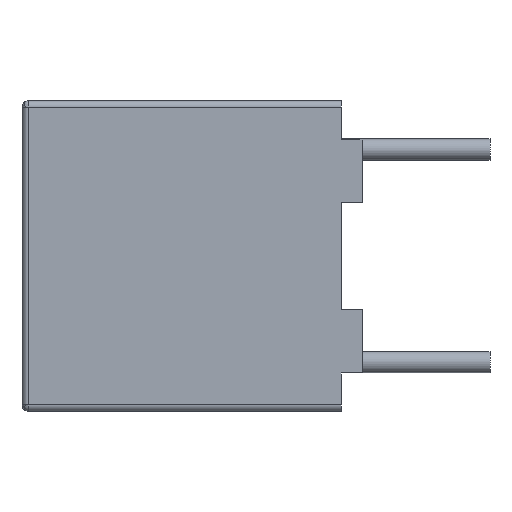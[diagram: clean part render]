
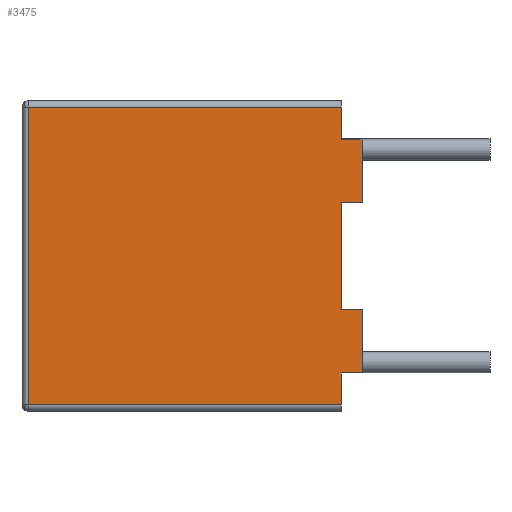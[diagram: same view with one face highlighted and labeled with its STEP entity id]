
A CAD part, left-side view. The second image highlights one B-rep face of the part: STEP entity #3475.
In plain terms, the highlighted planar face has unit normal (-1, 0, 0).
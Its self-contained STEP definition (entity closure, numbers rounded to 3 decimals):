
#2 = CARTESIAN_POINT ( 'NONE',  ( -1.75, 0., -2.75 ) ) ;
#41 = DIRECTION ( 'NONE',  ( 0., -1., 0. ) ) ;
#189 = DIRECTION ( 'NONE',  ( 0., 0., 1. ) ) ;
#347 = LINE ( 'NONE', #2, #438 ) ;
#438 = VECTOR ( 'NONE', #6933, 1000. ) ;
#517 = EDGE_LOOP ( 'NONE', ( #1670, #6224, #5545, #7558, #4006, #3759, #2792, #4120, #1686, #6808, #5893, #6911 ) ) ;
#528 = EDGE_CURVE ( 'NONE', #2508, #1160, #6161, .T. ) ;
#633 = CARTESIAN_POINT ( 'NONE',  ( -1.75, 0., 1.25 ) ) ;
#639 = EDGE_CURVE ( 'NONE', #5036, #6341, #5054, .T. ) ;
#921 = CARTESIAN_POINT ( 'NONE',  ( -1.75, 0., -1.25 ) ) ;
#1035 = EDGE_CURVE ( 'NONE', #4084, #2603, #5861, .T. ) ;
#1160 = VERTEX_POINT ( 'NONE', #2504 ) ;
#1208 = CARTESIAN_POINT ( 'NONE',  ( -1.75, 0., 3.5 ) ) ;
#1376 = EDGE_CURVE ( 'NONE', #3447, #1160, #2225, .T. ) ;
#1465 = DIRECTION ( 'NONE',  ( 0., 1., 0. ) ) ;
#1670 = ORIENTED_EDGE ( 'NONE', *, *, #4567, .T. ) ;
#1686 = ORIENTED_EDGE ( 'NONE', *, *, #5957, .T. ) ;
#1775 = VECTOR ( 'NONE', #5390, 1000. ) ;
#1790 = VERTEX_POINT ( 'NONE', #6433 ) ;
#1814 = VERTEX_POINT ( 'NONE', #2860 ) ;
#1894 = CARTESIAN_POINT ( 'NONE',  ( -1.75, 0., -3.65 ) ) ;
#1960 = VECTOR ( 'NONE', #3172, 1000. ) ;
#1984 = DIRECTION ( 'NONE',  ( 0., 1., 0. ) ) ;
#1998 = DIRECTION ( 'NONE',  ( 0., 0., -1. ) ) ;
#2196 = LINE ( 'NONE', #6000, #6761 ) ;
#2225 = LINE ( 'NONE', #6895, #6795 ) ;
#2368 = CARTESIAN_POINT ( 'NONE',  ( -1.75, 0., 2.75 ) ) ;
#2493 = LINE ( 'NONE', #3720, #4632 ) ;
#2504 = CARTESIAN_POINT ( 'NONE',  ( -1.75, 0., -3.5 ) ) ;
#2508 = VERTEX_POINT ( 'NONE', #4448 ) ;
#2522 = CARTESIAN_POINT ( 'NONE',  ( -1.75, 0., 2.75 ) ) ;
#2550 = CARTESIAN_POINT ( 'NONE',  ( -1.75, 0., 1.25 ) ) ;
#2588 = VECTOR ( 'NONE', #5296, 1000. ) ;
#2603 = VERTEX_POINT ( 'NONE', #4053 ) ;
#2615 = VECTOR ( 'NONE', #4103, 1000. ) ;
#2642 = AXIS2_PLACEMENT_3D ( 'NONE', #3134, #5505, #189 ) ;
#2674 = LINE ( 'NONE', #3228, #3231 ) ;
#2748 = VECTOR ( 'NONE', #1984, 1000. ) ;
#2792 = ORIENTED_EDGE ( 'NONE', *, *, #3653, .T. ) ;
#2860 = CARTESIAN_POINT ( 'NONE',  ( -1.75, -0.5, 2.75 ) ) ;
#3134 = CARTESIAN_POINT ( 'NONE',  ( -1.75, 0., -3.65 ) ) ;
#3172 = DIRECTION ( 'NONE',  ( 0., -1., 0. ) ) ;
#3228 = CARTESIAN_POINT ( 'NONE',  ( -1.75, 0., -1.25 ) ) ;
#3231 = VECTOR ( 'NONE', #1465, 1000. ) ;
#3269 = EDGE_CURVE ( 'NONE', #2603, #1814, #6205, .T. ) ;
#3301 = VECTOR ( 'NONE', #4837, 1000. ) ;
#3447 = VERTEX_POINT ( 'NONE', #6650 ) ;
#3475 = ADVANCED_FACE ( 'NONE', ( #4815 ), #3694, .T. ) ;
#3555 = CARTESIAN_POINT ( 'NONE',  ( -1.75, 0., 0. ) ) ;
#3608 = DIRECTION ( 'NONE',  ( 0., 0., 1. ) ) ;
#3653 = EDGE_CURVE ( 'NONE', #2508, #5009, #347, .T. ) ;
#3694 = PLANE ( 'NONE',  #2642 ) ;
#3720 = CARTESIAN_POINT ( 'NONE',  ( -1.75, 7.35, -3.65 ) ) ;
#3759 = ORIENTED_EDGE ( 'NONE', *, *, #528, .F. ) ;
#3874 = CARTESIAN_POINT ( 'NONE',  ( -1.75, 7.35, 3.5 ) ) ;
#4006 = ORIENTED_EDGE ( 'NONE', *, *, #1376, .T. ) ;
#4010 = EDGE_CURVE ( 'NONE', #5036, #5204, #2196, .T. ) ;
#4053 = CARTESIAN_POINT ( 'NONE',  ( -1.75, -0.5, 1.25 ) ) ;
#4084 = VERTEX_POINT ( 'NONE', #2550 ) ;
#4103 = DIRECTION ( 'NONE',  ( 0., 0., -1. ) ) ;
#4120 = ORIENTED_EDGE ( 'NONE', *, *, #7215, .T. ) ;
#4168 = CARTESIAN_POINT ( 'NONE',  ( -1.75, -0.5, -3.65 ) ) ;
#4448 = CARTESIAN_POINT ( 'NONE',  ( -1.75, 0., -2.75 ) ) ;
#4567 = EDGE_CURVE ( 'NONE', #1814, #6341, #7683, .T. ) ;
#4632 = VECTOR ( 'NONE', #1998, 1000. ) ;
#4720 = CARTESIAN_POINT ( 'NONE',  ( -1.75, 0., 0. ) ) ;
#4770 = VECTOR ( 'NONE', #3608, 1000. ) ;
#4815 = FACE_OUTER_BOUND ( 'NONE', #517, .T. ) ;
#4837 = DIRECTION ( 'NONE',  ( 0., 0., 1. ) ) ;
#4865 = CARTESIAN_POINT ( 'NONE',  ( -1.75, -0.5, -3.65 ) ) ;
#4910 = DIRECTION ( 'NONE',  ( 0., 1., 0. ) ) ;
#5009 = VERTEX_POINT ( 'NONE', #5455 ) ;
#5036 = VERTEX_POINT ( 'NONE', #1208 ) ;
#5054 = LINE ( 'NONE', #3555, #1775 ) ;
#5204 = VERTEX_POINT ( 'NONE', #3874 ) ;
#5296 = DIRECTION ( 'NONE',  ( 0., 0., 1. ) ) ;
#5390 = DIRECTION ( 'NONE',  ( 0., 0., -1. ) ) ;
#5455 = CARTESIAN_POINT ( 'NONE',  ( -1.75, -0.5, -2.75 ) ) ;
#5505 = DIRECTION ( 'NONE',  ( -1., 0., 0. ) ) ;
#5545 = ORIENTED_EDGE ( 'NONE', *, *, #4010, .T. ) ;
#5861 = LINE ( 'NONE', #633, #1960 ) ;
#5893 = ORIENTED_EDGE ( 'NONE', *, *, #1035, .T. ) ;
#5901 = EDGE_CURVE ( 'NONE', #7454, #4084, #6130, .T. ) ;
#5951 = EDGE_CURVE ( 'NONE', #5204, #3447, #2493, .T. ) ;
#5957 = EDGE_CURVE ( 'NONE', #1790, #7454, #2674, .T. ) ;
#6000 = CARTESIAN_POINT ( 'NONE',  ( -1.75, 0., 3.5 ) ) ;
#6130 = LINE ( 'NONE', #1894, #2588 ) ;
#6161 = LINE ( 'NONE', #4720, #2615 ) ;
#6205 = LINE ( 'NONE', #4865, #3301 ) ;
#6224 = ORIENTED_EDGE ( 'NONE', *, *, #639, .F. ) ;
#6341 = VERTEX_POINT ( 'NONE', #2368 ) ;
#6433 = CARTESIAN_POINT ( 'NONE',  ( -1.75, -0.5, -1.25 ) ) ;
#6538 = LINE ( 'NONE', #4168, #4770 ) ;
#6650 = CARTESIAN_POINT ( 'NONE',  ( -1.75, 7.35, -3.5 ) ) ;
#6761 = VECTOR ( 'NONE', #4910, 1000. ) ;
#6795 = VECTOR ( 'NONE', #41, 1000. ) ;
#6808 = ORIENTED_EDGE ( 'NONE', *, *, #5901, .T. ) ;
#6895 = CARTESIAN_POINT ( 'NONE',  ( -1.75, 0., -3.5 ) ) ;
#6911 = ORIENTED_EDGE ( 'NONE', *, *, #3269, .T. ) ;
#6933 = DIRECTION ( 'NONE',  ( 0., -1., 0. ) ) ;
#7215 = EDGE_CURVE ( 'NONE', #5009, #1790, #6538, .T. ) ;
#7454 = VERTEX_POINT ( 'NONE', #921 ) ;
#7558 = ORIENTED_EDGE ( 'NONE', *, *, #5951, .T. ) ;
#7683 = LINE ( 'NONE', #2522, #2748 ) ;
